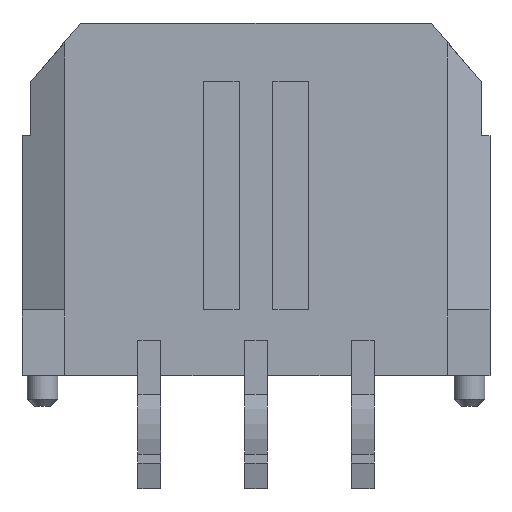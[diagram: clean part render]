
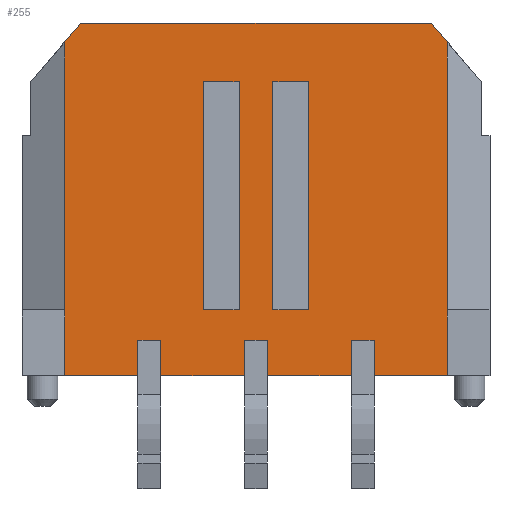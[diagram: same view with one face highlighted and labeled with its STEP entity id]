
A CAD part, front view. The second image highlights one B-rep face of the part: STEP entity #255.
In plain terms, the highlighted planar face has unit normal (0, -1, 0).
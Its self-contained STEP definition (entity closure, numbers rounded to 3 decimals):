
#219 = EDGE_CURVE('',#220,#222,#224,.T.);
#220 = VERTEX_POINT('',#221);
#221 = CARTESIAN_POINT('',(-5.375,-3.47,9.39));
#222 = VERTEX_POINT('',#223);
#223 = CARTESIAN_POINT('',(-5.375,-3.47,1.86));
#224 = LINE('',#225,#226);
#225 = CARTESIAN_POINT('',(-5.375,-3.47,9.39));
#226 = VECTOR('',#227,1.);
#227 = DIRECTION('',(0.,0.,-1.));
#255 = ADVANCED_FACE('',(#256,#409,#443),#477,.T.);
#256 = FACE_BOUND('',#257,.F.);
#257 = EDGE_LOOP('',(#258,#268,#276,#282,#283,#291,#299,#307,#315,#323,
    #331,#339,#347,#355,#363,#371,#379,#387,#395,#403));
#258 = ORIENTED_EDGE('',*,*,#259,.F.);
#259 = EDGE_CURVE('',#260,#262,#264,.T.);
#260 = VERTEX_POINT('',#261);
#261 = CARTESIAN_POINT('',(-3.32,-3.47,0.01));
#262 = VERTEX_POINT('',#263);
#263 = CARTESIAN_POINT('',(-3.32,-3.47,1.01));
#264 = LINE('',#265,#266);
#265 = CARTESIAN_POINT('',(-3.32,-3.47,0.01));
#266 = VECTOR('',#267,1.);
#267 = DIRECTION('',(0.,0.,1.));
#268 = ORIENTED_EDGE('',*,*,#269,.T.);
#269 = EDGE_CURVE('',#260,#270,#272,.T.);
#270 = VERTEX_POINT('',#271);
#271 = CARTESIAN_POINT('',(-5.375,-3.47,0.01));
#272 = LINE('',#273,#274);
#273 = CARTESIAN_POINT('',(-3.32,-3.47,0.01));
#274 = VECTOR('',#275,1.);
#275 = DIRECTION('',(-1.,0.,0.));
#276 = ORIENTED_EDGE('',*,*,#277,.F.);
#277 = EDGE_CURVE('',#222,#270,#278,.T.);
#278 = LINE('',#279,#280);
#279 = CARTESIAN_POINT('',(-5.375,-3.47,1.86));
#280 = VECTOR('',#281,1.);
#281 = DIRECTION('',(0.,0.,-1.));
#282 = ORIENTED_EDGE('',*,*,#219,.F.);
#283 = ORIENTED_EDGE('',*,*,#284,.F.);
#284 = EDGE_CURVE('',#285,#220,#287,.T.);
#285 = VERTEX_POINT('',#286);
#286 = CARTESIAN_POINT('',(-4.925,-3.47,9.92));
#287 = LINE('',#288,#289);
#288 = CARTESIAN_POINT('',(-4.925,-3.47,9.92));
#289 = VECTOR('',#290,1.);
#290 = DIRECTION('',(-0.647,0.,-0.763));
#291 = ORIENTED_EDGE('',*,*,#292,.T.);
#292 = EDGE_CURVE('',#285,#293,#295,.T.);
#293 = VERTEX_POINT('',#294);
#294 = CARTESIAN_POINT('',(4.925,-3.47,9.92));
#295 = LINE('',#296,#297);
#296 = CARTESIAN_POINT('',(-4.925,-3.47,9.92));
#297 = VECTOR('',#298,1.);
#298 = DIRECTION('',(1.,0.,0.));
#299 = ORIENTED_EDGE('',*,*,#300,.F.);
#300 = EDGE_CURVE('',#301,#293,#303,.T.);
#301 = VERTEX_POINT('',#302);
#302 = CARTESIAN_POINT('',(5.375,-3.47,9.39));
#303 = LINE('',#304,#305);
#304 = CARTESIAN_POINT('',(5.375,-3.47,9.39));
#305 = VECTOR('',#306,1.);
#306 = DIRECTION('',(-0.647,0.,0.763));
#307 = ORIENTED_EDGE('',*,*,#308,.T.);
#308 = EDGE_CURVE('',#301,#309,#311,.T.);
#309 = VERTEX_POINT('',#310);
#310 = CARTESIAN_POINT('',(5.375,-3.47,1.86));
#311 = LINE('',#312,#313);
#312 = CARTESIAN_POINT('',(5.375,-3.47,9.39));
#313 = VECTOR('',#314,1.);
#314 = DIRECTION('',(0.,0.,-1.));
#315 = ORIENTED_EDGE('',*,*,#316,.T.);
#316 = EDGE_CURVE('',#309,#317,#319,.T.);
#317 = VERTEX_POINT('',#318);
#318 = CARTESIAN_POINT('',(5.375,-3.47,0.01));
#319 = LINE('',#320,#321);
#320 = CARTESIAN_POINT('',(5.375,-3.47,1.86));
#321 = VECTOR('',#322,1.);
#322 = DIRECTION('',(0.,0.,-1.));
#323 = ORIENTED_EDGE('',*,*,#324,.T.);
#324 = EDGE_CURVE('',#317,#325,#327,.T.);
#325 = VERTEX_POINT('',#326);
#326 = CARTESIAN_POINT('',(3.32,-3.47,0.01));
#327 = LINE('',#328,#329);
#328 = CARTESIAN_POINT('',(5.375,-3.47,0.01));
#329 = VECTOR('',#330,1.);
#330 = DIRECTION('',(-1.,0.,0.));
#331 = ORIENTED_EDGE('',*,*,#332,.T.);
#332 = EDGE_CURVE('',#325,#333,#335,.T.);
#333 = VERTEX_POINT('',#334);
#334 = CARTESIAN_POINT('',(3.32,-3.47,1.01));
#335 = LINE('',#336,#337);
#336 = CARTESIAN_POINT('',(3.32,-3.47,0.01));
#337 = VECTOR('',#338,1.);
#338 = DIRECTION('',(0.,0.,1.));
#339 = ORIENTED_EDGE('',*,*,#340,.F.);
#340 = EDGE_CURVE('',#341,#333,#343,.T.);
#341 = VERTEX_POINT('',#342);
#342 = CARTESIAN_POINT('',(2.68,-3.47,1.01));
#343 = LINE('',#344,#345);
#344 = CARTESIAN_POINT('',(2.68,-3.47,1.01));
#345 = VECTOR('',#346,1.);
#346 = DIRECTION('',(1.,0.,0.));
#347 = ORIENTED_EDGE('',*,*,#348,.F.);
#348 = EDGE_CURVE('',#349,#341,#351,.T.);
#349 = VERTEX_POINT('',#350);
#350 = CARTESIAN_POINT('',(2.68,-3.47,0.01));
#351 = LINE('',#352,#353);
#352 = CARTESIAN_POINT('',(2.68,-3.47,0.01));
#353 = VECTOR('',#354,1.);
#354 = DIRECTION('',(0.,0.,1.));
#355 = ORIENTED_EDGE('',*,*,#356,.T.);
#356 = EDGE_CURVE('',#349,#357,#359,.T.);
#357 = VERTEX_POINT('',#358);
#358 = CARTESIAN_POINT('',(0.32,-3.47,0.01));
#359 = LINE('',#360,#361);
#360 = CARTESIAN_POINT('',(2.68,-3.47,0.01));
#361 = VECTOR('',#362,1.);
#362 = DIRECTION('',(-1.,0.,0.));
#363 = ORIENTED_EDGE('',*,*,#364,.T.);
#364 = EDGE_CURVE('',#357,#365,#367,.T.);
#365 = VERTEX_POINT('',#366);
#366 = CARTESIAN_POINT('',(0.32,-3.47,1.01));
#367 = LINE('',#368,#369);
#368 = CARTESIAN_POINT('',(0.32,-3.47,0.01));
#369 = VECTOR('',#370,1.);
#370 = DIRECTION('',(0.,0.,1.));
#371 = ORIENTED_EDGE('',*,*,#372,.F.);
#372 = EDGE_CURVE('',#373,#365,#375,.T.);
#373 = VERTEX_POINT('',#374);
#374 = CARTESIAN_POINT('',(-0.32,-3.47,1.01));
#375 = LINE('',#376,#377);
#376 = CARTESIAN_POINT('',(-0.32,-3.47,1.01));
#377 = VECTOR('',#378,1.);
#378 = DIRECTION('',(1.,0.,0.));
#379 = ORIENTED_EDGE('',*,*,#380,.F.);
#380 = EDGE_CURVE('',#381,#373,#383,.T.);
#381 = VERTEX_POINT('',#382);
#382 = CARTESIAN_POINT('',(-0.32,-3.47,0.01));
#383 = LINE('',#384,#385);
#384 = CARTESIAN_POINT('',(-0.32,-3.47,0.01));
#385 = VECTOR('',#386,1.);
#386 = DIRECTION('',(0.,0.,1.));
#387 = ORIENTED_EDGE('',*,*,#388,.T.);
#388 = EDGE_CURVE('',#381,#389,#391,.T.);
#389 = VERTEX_POINT('',#390);
#390 = CARTESIAN_POINT('',(-2.68,-3.47,0.01));
#391 = LINE('',#392,#393);
#392 = CARTESIAN_POINT('',(-0.32,-3.47,0.01));
#393 = VECTOR('',#394,1.);
#394 = DIRECTION('',(-1.,0.,0.));
#395 = ORIENTED_EDGE('',*,*,#396,.T.);
#396 = EDGE_CURVE('',#389,#397,#399,.T.);
#397 = VERTEX_POINT('',#398);
#398 = CARTESIAN_POINT('',(-2.68,-3.47,1.01));
#399 = LINE('',#400,#401);
#400 = CARTESIAN_POINT('',(-2.68,-3.47,0.01));
#401 = VECTOR('',#402,1.);
#402 = DIRECTION('',(0.,0.,1.));
#403 = ORIENTED_EDGE('',*,*,#404,.F.);
#404 = EDGE_CURVE('',#262,#397,#405,.T.);
#405 = LINE('',#406,#407);
#406 = CARTESIAN_POINT('',(-3.32,-3.47,1.01));
#407 = VECTOR('',#408,1.);
#408 = DIRECTION('',(1.,0.,0.));
#409 = FACE_BOUND('',#410,.F.);
#410 = EDGE_LOOP('',(#411,#421,#429,#437));
#411 = ORIENTED_EDGE('',*,*,#412,.F.);
#412 = EDGE_CURVE('',#413,#415,#417,.T.);
#413 = VERTEX_POINT('',#414);
#414 = CARTESIAN_POINT('',(0.475,-3.47,8.27));
#415 = VERTEX_POINT('',#416);
#416 = CARTESIAN_POINT('',(1.475,-3.47,8.27));
#417 = LINE('',#418,#419);
#418 = CARTESIAN_POINT('',(0.475,-3.47,8.27));
#419 = VECTOR('',#420,1.);
#420 = DIRECTION('',(1.,0.,0.));
#421 = ORIENTED_EDGE('',*,*,#422,.F.);
#422 = EDGE_CURVE('',#423,#413,#425,.T.);
#423 = VERTEX_POINT('',#424);
#424 = CARTESIAN_POINT('',(0.475,-3.47,1.86));
#425 = LINE('',#426,#427);
#426 = CARTESIAN_POINT('',(0.475,-3.47,1.86));
#427 = VECTOR('',#428,1.);
#428 = DIRECTION('',(0.,0.,1.));
#429 = ORIENTED_EDGE('',*,*,#430,.T.);
#430 = EDGE_CURVE('',#423,#431,#433,.T.);
#431 = VERTEX_POINT('',#432);
#432 = CARTESIAN_POINT('',(1.475,-3.47,1.86));
#433 = LINE('',#434,#435);
#434 = CARTESIAN_POINT('',(0.475,-3.47,1.86));
#435 = VECTOR('',#436,1.);
#436 = DIRECTION('',(1.,0.,0.));
#437 = ORIENTED_EDGE('',*,*,#438,.T.);
#438 = EDGE_CURVE('',#431,#415,#439,.T.);
#439 = LINE('',#440,#441);
#440 = CARTESIAN_POINT('',(1.475,-3.47,1.86));
#441 = VECTOR('',#442,1.);
#442 = DIRECTION('',(0.,0.,1.));
#443 = FACE_BOUND('',#444,.F.);
#444 = EDGE_LOOP('',(#445,#455,#463,#471));
#445 = ORIENTED_EDGE('',*,*,#446,.F.);
#446 = EDGE_CURVE('',#447,#449,#451,.T.);
#447 = VERTEX_POINT('',#448);
#448 = CARTESIAN_POINT('',(-1.475,-3.47,8.27));
#449 = VERTEX_POINT('',#450);
#450 = CARTESIAN_POINT('',(-0.475,-3.47,8.27));
#451 = LINE('',#452,#453);
#452 = CARTESIAN_POINT('',(-1.475,-3.47,8.27));
#453 = VECTOR('',#454,1.);
#454 = DIRECTION('',(1.,0.,0.));
#455 = ORIENTED_EDGE('',*,*,#456,.F.);
#456 = EDGE_CURVE('',#457,#447,#459,.T.);
#457 = VERTEX_POINT('',#458);
#458 = CARTESIAN_POINT('',(-1.475,-3.47,1.86));
#459 = LINE('',#460,#461);
#460 = CARTESIAN_POINT('',(-1.475,-3.47,1.86));
#461 = VECTOR('',#462,1.);
#462 = DIRECTION('',(0.,0.,1.));
#463 = ORIENTED_EDGE('',*,*,#464,.T.);
#464 = EDGE_CURVE('',#457,#465,#467,.T.);
#465 = VERTEX_POINT('',#466);
#466 = CARTESIAN_POINT('',(-0.475,-3.47,1.86));
#467 = LINE('',#468,#469);
#468 = CARTESIAN_POINT('',(-1.475,-3.47,1.86));
#469 = VECTOR('',#470,1.);
#470 = DIRECTION('',(1.,0.,0.));
#471 = ORIENTED_EDGE('',*,*,#472,.T.);
#472 = EDGE_CURVE('',#465,#449,#473,.T.);
#473 = LINE('',#474,#475);
#474 = CARTESIAN_POINT('',(-0.475,-3.47,1.86));
#475 = VECTOR('',#476,1.);
#476 = DIRECTION('',(0.,0.,1.));
#477 = PLANE('',#478);
#478 = AXIS2_PLACEMENT_3D('',#479,#480,#481);
#479 = CARTESIAN_POINT('',(-6.325,-3.47,9.92));
#480 = DIRECTION('',(0.,-1.,0.));
#481 = DIRECTION('',(0.,0.,-1.));
